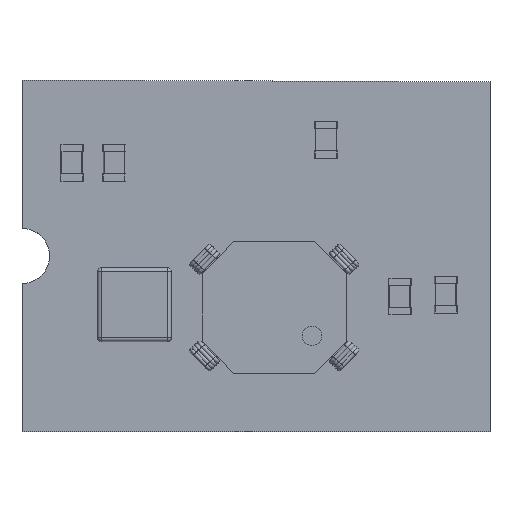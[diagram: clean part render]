
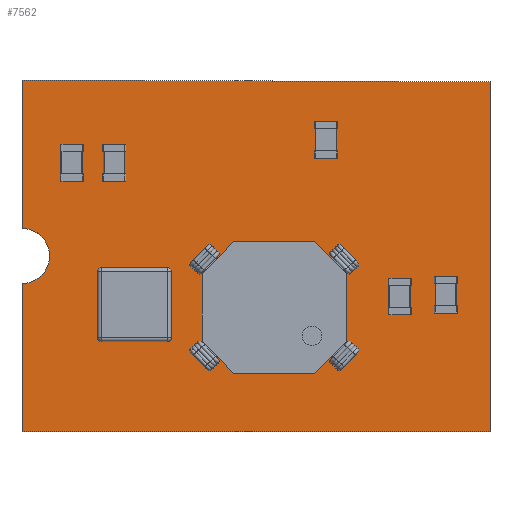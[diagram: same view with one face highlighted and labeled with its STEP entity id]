
A CAD part, top view. The second image highlights one B-rep face of the part: STEP entity #7562.
In plain terms, the highlighted planar face has unit normal (0, 0, 1).
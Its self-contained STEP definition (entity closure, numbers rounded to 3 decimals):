
#7367 = VERTEX_POINT('',#7368);
#7368 = CARTESIAN_POINT('',(130.4,-70.1,1.51));
#7374 = EDGE_CURVE('',#7367,#7375,#7377,.T.);
#7375 = VERTEX_POINT('',#7376);
#7376 = CARTESIAN_POINT('',(130.4,-89.1,1.51));
#7377 = LINE('',#7378,#7379);
#7378 = CARTESIAN_POINT('',(130.4,-70.1,1.51));
#7379 = VECTOR('',#7380,1.);
#7380 = DIRECTION('',(0.,-1.,0.));
#7405 = EDGE_CURVE('',#7375,#7406,#7408,.T.);
#7406 = VERTEX_POINT('',#7407);
#7407 = CARTESIAN_POINT('',(105.,-89.1,1.51));
#7408 = LINE('',#7409,#7410);
#7409 = CARTESIAN_POINT('',(130.4,-89.1,1.51));
#7410 = VECTOR('',#7411,1.);
#7411 = DIRECTION('',(-1.,0.,0.));
#7436 = EDGE_CURVE('',#7406,#7437,#7439,.T.);
#7437 = VERTEX_POINT('',#7438);
#7438 = CARTESIAN_POINT('',(105.,-81.05,1.51));
#7439 = LINE('',#7440,#7441);
#7440 = CARTESIAN_POINT('',(105.,-89.1,1.51));
#7441 = VECTOR('',#7442,1.);
#7442 = DIRECTION('',(0.,1.,0.));
#7467 = EDGE_CURVE('',#7437,#7468,#7470,.T.);
#7468 = VERTEX_POINT('',#7469);
#7469 = CARTESIAN_POINT('',(105.,-78.05,1.51));
#7470 = CIRCLE('',#7471,1.5);
#7471 = AXIS2_PLACEMENT_3D('',#7472,#7473,#7474);
#7472 = CARTESIAN_POINT('',(105.,-79.55,1.51));
#7473 = DIRECTION('',(0.,0.,1.));
#7474 = DIRECTION('',(-0.,-1.,0.));
#7500 = EDGE_CURVE('',#7468,#7501,#7503,.T.);
#7501 = VERTEX_POINT('',#7502);
#7502 = CARTESIAN_POINT('',(105.,-70.,1.51));
#7503 = LINE('',#7504,#7505);
#7504 = CARTESIAN_POINT('',(105.,-78.05,1.51));
#7505 = VECTOR('',#7506,1.);
#7506 = DIRECTION('',(0.,1.,0.));
#7531 = EDGE_CURVE('',#7501,#7367,#7532,.T.);
#7532 = LINE('',#7533,#7534);
#7533 = CARTESIAN_POINT('',(105.,-70.,1.51));
#7534 = VECTOR('',#7535,1.);
#7535 = DIRECTION('',(1.,-0.004,0.));
#7562 = ADVANCED_FACE('',(#7563),#7571,.T.);
#7563 = FACE_BOUND('',#7564,.F.);
#7564 = EDGE_LOOP('',(#7565,#7566,#7567,#7568,#7569,#7570));
#7565 = ORIENTED_EDGE('',*,*,#7374,.T.);
#7566 = ORIENTED_EDGE('',*,*,#7405,.T.);
#7567 = ORIENTED_EDGE('',*,*,#7436,.T.);
#7568 = ORIENTED_EDGE('',*,*,#7467,.T.);
#7569 = ORIENTED_EDGE('',*,*,#7500,.T.);
#7570 = ORIENTED_EDGE('',*,*,#7531,.T.);
#7571 = PLANE('',#7572);
#7572 = AXIS2_PLACEMENT_3D('',#7573,#7574,#7575);
#7573 = CARTESIAN_POINT('',(0.,0.,1.51));
#7574 = DIRECTION('',(0.,0.,1.));
#7575 = DIRECTION('',(1.,0.,-0.));
